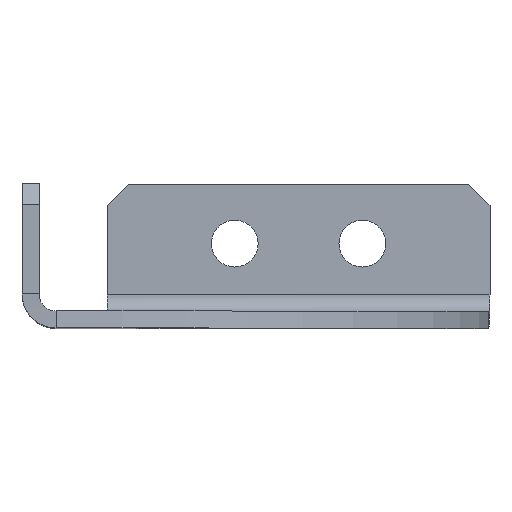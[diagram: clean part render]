
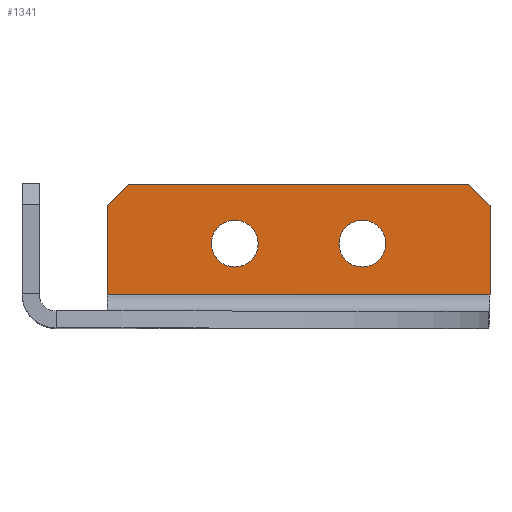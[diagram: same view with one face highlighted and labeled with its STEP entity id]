
A CAD part, top view. The second image highlights one B-rep face of the part: STEP entity #1341.
In plain terms, the highlighted planar face has unit normal (0, 0, 1).
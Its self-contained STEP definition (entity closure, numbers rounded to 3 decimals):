
#12 = LINE ( 'NONE', #307, #1439 ) ;
#29 = EDGE_CURVE ( 'NONE', #561, #711, #12, .T. ) ;
#31 = CARTESIAN_POINT ( 'NONE',  ( 55., 14.5, 2. ) ) ;
#38 = DIRECTION ( 'NONE',  ( 0., -1., 0. ) ) ;
#40 = EDGE_CURVE ( 'NONE', #242, #530, #419, .T. ) ;
#58 = CARTESIAN_POINT ( 'NONE',  ( 55., 2., 2. ) ) ;
#124 = CARTESIAN_POINT ( 'NONE',  ( 40., 10., 2. ) ) ;
#131 = CARTESIAN_POINT ( 'NONE',  ( 34.75, 34.75, 2. ) ) ;
#137 = CARTESIAN_POINT ( 'NONE',  ( 10., 14.5, 2. ) ) ;
#143 = VERTEX_POINT ( 'NONE', #31 ) ;
#151 = CARTESIAN_POINT ( 'NONE',  ( 55., 4., 2. ) ) ;
#172 = CARTESIAN_POINT ( 'NONE',  ( 10., 4., 2. ) ) ;
#197 = VECTOR ( 'NONE', #1652, 1000. ) ;
#242 = VERTEX_POINT ( 'NONE', #623 ) ;
#285 = CARTESIAN_POINT ( 'NONE',  ( 25., 10., 2. ) ) ;
#292 = DIRECTION ( 'NONE',  ( 0., 0., 1. ) ) ;
#307 = CARTESIAN_POINT ( 'NONE',  ( -2.25, 2.25, 2. ) ) ;
#335 = ORIENTED_EDGE ( 'NONE', *, *, #905, .F. ) ;
#358 = ORIENTED_EDGE ( 'NONE', *, *, #29, .T. ) ;
#374 = DIRECTION ( 'NONE',  ( 1., 0., 0. ) ) ;
#419 = CIRCLE ( 'NONE', #949, 2.75 ) ;
#420 = CIRCLE ( 'NONE', #1411, 2.75 ) ;
#482 = EDGE_CURVE ( 'NONE', #143, #969, #1233, .T. ) ;
#494 = AXIS2_PLACEMENT_3D ( 'NONE', #285, #1802, #374 ) ;
#530 = VERTEX_POINT ( 'NONE', #686 ) ;
#537 = ORIENTED_EDGE ( 'NONE', *, *, #40, .F. ) ;
#538 = EDGE_CURVE ( 'NONE', #912, #1102, #1050, .T. ) ;
#552 = DIRECTION ( 'NONE',  ( -1., 0., 0. ) ) ;
#561 = VERTEX_POINT ( 'NONE', #848 ) ;
#568 = AXIS2_PLACEMENT_3D ( 'NONE', #1561, #1091, #676 ) ;
#584 = DIRECTION ( 'NONE',  ( -0.707, -0.707, 0. ) ) ;
#601 = CARTESIAN_POINT ( 'NONE',  ( 40., 10., 2. ) ) ;
#623 = CARTESIAN_POINT ( 'NONE',  ( 37.25, 10., 2. ) ) ;
#669 = CARTESIAN_POINT ( 'NONE',  ( 52.5, 17., 2. ) ) ;
#676 = DIRECTION ( 'NONE',  ( 1., 0., 0. ) ) ;
#686 = CARTESIAN_POINT ( 'NONE',  ( 42.75, 10., 2. ) ) ;
#694 = ORIENTED_EDGE ( 'NONE', *, *, #820, .F. ) ;
#711 = VERTEX_POINT ( 'NONE', #137 ) ;
#755 = CARTESIAN_POINT ( 'NONE',  ( 55., 17., 2. ) ) ;
#766 = DIRECTION ( 'NONE',  ( 1., 0., 0. ) ) ;
#807 = VECTOR ( 'NONE', #552, 1000. ) ;
#819 = VERTEX_POINT ( 'NONE', #172 ) ;
#820 = EDGE_CURVE ( 'NONE', #143, #1480, #1285, .T. ) ;
#823 = CARTESIAN_POINT ( 'NONE',  ( 55., 4., 2. ) ) ;
#824 = ORIENTED_EDGE ( 'NONE', *, *, #893, .F. ) ;
#848 = CARTESIAN_POINT ( 'NONE',  ( 12.5, 17., 2. ) ) ;
#872 = DIRECTION ( 'NONE',  ( 0., 0., 1. ) ) ;
#893 = EDGE_CURVE ( 'NONE', #530, #242, #420, .T. ) ;
#905 = EDGE_CURVE ( 'NONE', #1102, #912, #1182, .T. ) ;
#912 = VERTEX_POINT ( 'NONE', #1784 ) ;
#949 = AXIS2_PLACEMENT_3D ( 'NONE', #601, #872, #1423 ) ;
#957 = DIRECTION ( 'NONE',  ( 1., 0., 0. ) ) ;
#964 = PLANE ( 'NONE',  #1513 ) ;
#969 = VERTEX_POINT ( 'NONE', #669 ) ;
#986 = VECTOR ( 'NONE', #38, 1000. ) ;
#1050 = CIRCLE ( 'NONE', #494, 2.75 ) ;
#1091 = DIRECTION ( 'NONE',  ( 0., 0., 1. ) ) ;
#1102 = VERTEX_POINT ( 'NONE', #1164 ) ;
#1127 = VECTOR ( 'NONE', #1247, 1000. ) ;
#1157 = ORIENTED_EDGE ( 'NONE', *, *, #538, .F. ) ;
#1164 = CARTESIAN_POINT ( 'NONE',  ( 27.75, 10., 2. ) ) ;
#1182 = CIRCLE ( 'NONE', #568, 2.75 ) ;
#1233 = LINE ( 'NONE', #131, #197 ) ;
#1246 = EDGE_LOOP ( 'NONE', ( #335, #1157 ) ) ;
#1247 = DIRECTION ( 'NONE',  ( 0., 1., 0. ) ) ;
#1285 = LINE ( 'NONE', #58, #986 ) ;
#1311 = EDGE_LOOP ( 'NONE', ( #824, #537 ) ) ;
#1341 = ADVANCED_FACE ( 'NONE', ( #1490, #1505, #1348 ), #964, .T. ) ;
#1344 = ORIENTED_EDGE ( 'NONE', *, *, #1635, .F. ) ;
#1348 = FACE_OUTER_BOUND ( 'NONE', #1367, .T. ) ;
#1352 = ORIENTED_EDGE ( 'NONE', *, *, #1758, .F. ) ;
#1364 = VECTOR ( 'NONE', #766, 1000. ) ;
#1367 = EDGE_LOOP ( 'NONE', ( #694, #1639, #1352, #358, #1440, #1344 ) ) ;
#1411 = AXIS2_PLACEMENT_3D ( 'NONE', #124, #292, #957 ) ;
#1423 = DIRECTION ( 'NONE',  ( 1., 0., 0. ) ) ;
#1439 = VECTOR ( 'NONE', #584, 1000. ) ;
#1440 = ORIENTED_EDGE ( 'NONE', *, *, #1574, .F. ) ;
#1445 = LINE ( 'NONE', #755, #1364 ) ;
#1480 = VERTEX_POINT ( 'NONE', #151 ) ;
#1490 = FACE_BOUND ( 'NONE', #1246, .T. ) ;
#1498 = DIRECTION ( 'NONE',  ( 0., 0., 1. ) ) ;
#1505 = FACE_BOUND ( 'NONE', #1311, .T. ) ;
#1509 = LINE ( 'NONE', #823, #807 ) ;
#1513 = AXIS2_PLACEMENT_3D ( 'NONE', #1619, #1498, #1627 ) ;
#1529 = LINE ( 'NONE', #1776, #1127 ) ;
#1561 = CARTESIAN_POINT ( 'NONE',  ( 25., 10., 2. ) ) ;
#1574 = EDGE_CURVE ( 'NONE', #819, #711, #1529, .T. ) ;
#1619 = CARTESIAN_POINT ( 'NONE',  ( 0., 0., 2. ) ) ;
#1627 = DIRECTION ( 'NONE',  ( 0., -1., 0. ) ) ;
#1635 = EDGE_CURVE ( 'NONE', #1480, #819, #1509, .T. ) ;
#1639 = ORIENTED_EDGE ( 'NONE', *, *, #482, .T. ) ;
#1652 = DIRECTION ( 'NONE',  ( -0.707, 0.707, 0. ) ) ;
#1758 = EDGE_CURVE ( 'NONE', #561, #969, #1445, .T. ) ;
#1776 = CARTESIAN_POINT ( 'NONE',  ( 10., 17., 2. ) ) ;
#1784 = CARTESIAN_POINT ( 'NONE',  ( 22.25, 10., 2. ) ) ;
#1802 = DIRECTION ( 'NONE',  ( 0., 0., 1. ) ) ;
